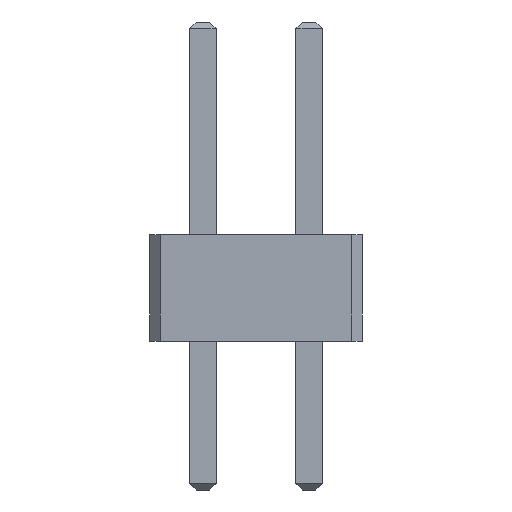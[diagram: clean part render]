
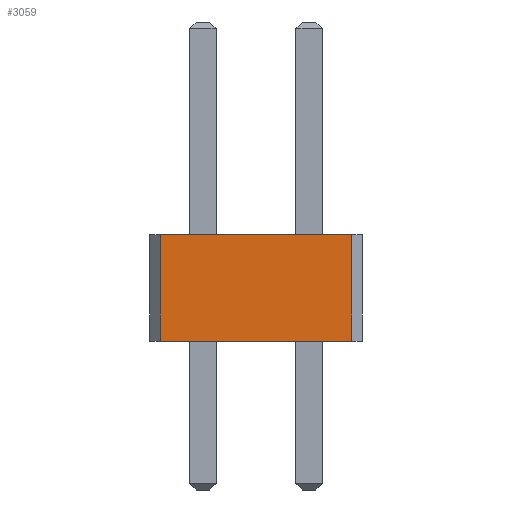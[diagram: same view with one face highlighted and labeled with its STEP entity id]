
A CAD part, front view. The second image highlights one B-rep face of the part: STEP entity #3059.
In plain terms, the highlighted planar face has unit normal (0, -1, 0).
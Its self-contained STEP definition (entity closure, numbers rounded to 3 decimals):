
#287 = VERTEX_POINT('',#288);
#288 = CARTESIAN_POINT('',(2.8,-17.,0.));
#294 = EDGE_CURVE('',#295,#287,#297,.T.);
#295 = VERTEX_POINT('',#296);
#296 = CARTESIAN_POINT('',(-0.8,-17.,0.));
#297 = LINE('',#298,#299);
#298 = CARTESIAN_POINT('',(-1.,-17.,0.));
#299 = VECTOR('',#300,1.);
#300 = DIRECTION('',(1.,0.,0.));
#1371 = VERTEX_POINT('',#1372);
#1372 = CARTESIAN_POINT('',(-0.8,-17.,2.));
#1378 = EDGE_CURVE('',#1371,#1379,#1381,.T.);
#1379 = VERTEX_POINT('',#1380);
#1380 = CARTESIAN_POINT('',(2.8,-17.,2.));
#1381 = LINE('',#1382,#1383);
#1382 = CARTESIAN_POINT('',(-1.,-17.,2.));
#1383 = VECTOR('',#1384,1.);
#1384 = DIRECTION('',(1.,0.,0.));
#3049 = EDGE_CURVE('',#295,#1371,#3050,.T.);
#3050 = LINE('',#3051,#3052);
#3051 = CARTESIAN_POINT('',(-0.8,-17.,0.));
#3052 = VECTOR('',#3053,1.);
#3053 = DIRECTION('',(0.,0.,1.));
#3059 = ADVANCED_FACE('',(#3060),#3071,.F.);
#3060 = FACE_BOUND('',#3061,.F.);
#3061 = EDGE_LOOP('',(#3062,#3063,#3064,#3065));
#3062 = ORIENTED_EDGE('',*,*,#294,.F.);
#3063 = ORIENTED_EDGE('',*,*,#3049,.T.);
#3064 = ORIENTED_EDGE('',*,*,#1378,.T.);
#3065 = ORIENTED_EDGE('',*,*,#3066,.F.);
#3066 = EDGE_CURVE('',#287,#1379,#3067,.T.);
#3067 = LINE('',#3068,#3069);
#3068 = CARTESIAN_POINT('',(2.8,-17.,0.));
#3069 = VECTOR('',#3070,1.);
#3070 = DIRECTION('',(0.,0.,1.));
#3071 = PLANE('',#3072);
#3072 = AXIS2_PLACEMENT_3D('',#3073,#3074,#3075);
#3073 = CARTESIAN_POINT('',(-1.,-17.,0.));
#3074 = DIRECTION('',(0.,1.,0.));
#3075 = DIRECTION('',(1.,0.,0.));
